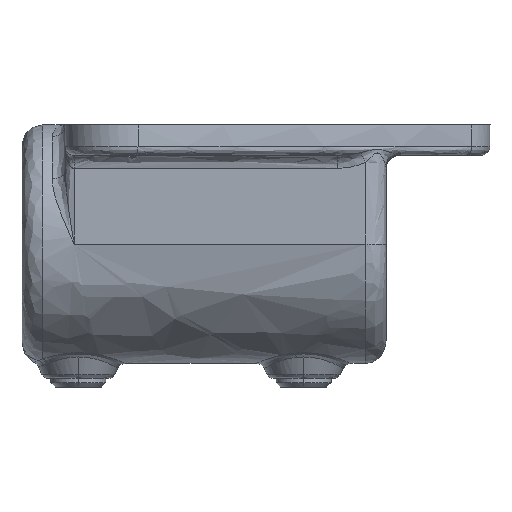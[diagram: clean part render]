
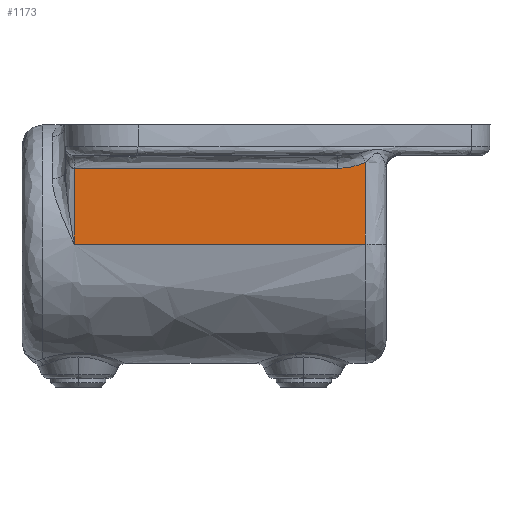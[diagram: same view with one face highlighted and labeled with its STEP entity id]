
A CAD part, left-side view. The second image highlights one B-rep face of the part: STEP entity #1173.
In plain terms, the highlighted free-form (B-spline) face has degree [1, 1] with [2, 2] control points.
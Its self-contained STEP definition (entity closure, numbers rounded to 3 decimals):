
#163 = CARTESIAN_POINT ( 'NONE',  ( -27.5, -35.453, 18.166 ) ) ;
#408 = ORIENTED_EDGE ( 'NONE', *, *, #5591, .T. ) ;
#1031 = CARTESIAN_POINT ( 'NONE',  ( -27.5, -32.534, 17.594 ) ) ;
#1073 = CARTESIAN_POINT ( 'NONE',  ( -27.5, -33.836, 17.774 ) ) ;
#1153 = CARTESIAN_POINT ( 'NONE',  ( -27.5, -32.745, 17.616 ) ) ;
#1173 = ADVANCED_FACE ( 'NONE', ( #6220 ), #2715, .T. ) ;
#1280 = ORIENTED_EDGE ( 'NONE', *, *, #1847, .T. ) ;
#1608 = EDGE_CURVE ( 'NONE', #7988, #6031, #9874, .T. ) ;
#1847 = EDGE_CURVE ( 'NONE', #8218, #8556, #6418, .T. ) ;
#1870 = CARTESIAN_POINT ( 'NONE',  ( -27.5, -34.171, 17.841 ) ) ;
#1987 = CARTESIAN_POINT ( 'NONE',  ( -27.5, -34.134, 17.833 ) ) ;
#2059 = CARTESIAN_POINT ( 'NONE',  ( -27.5, -37.25, 0. ) ) ;
#2070 = EDGE_CURVE ( 'NONE', #8556, #7988, #4109, .T. ) ;
#2605 = B_SPLINE_CURVE_WITH_KNOTS ( 'NONE', 1,
 ( #6650, #8318 ),
 .UNSPECIFIED., .F., .F.,
 ( 2, 2 ),
 ( -1., 0. ),
 .UNSPECIFIED. ) ;
#2715 = B_SPLINE_SURFACE_WITH_KNOTS ( 'NONE', 1, 1, ( 
 ( #6353, #9690 ),
 ( #5570, #4674 ) ),
 .UNSPECIFIED., .F., .F., .F.,
 ( 2, 2 ),
 ( 2, 2 ),
 ( 0., 1. ),
 ( 0., 1. ),
 .UNSPECIFIED. ) ;
#2834 = CARTESIAN_POINT ( 'NONE',  ( -27.5, 30., 0. ) ) ;
#3127 = CARTESIAN_POINT ( 'NONE',  ( -27.5, 30., 17.51 ) ) ;
#3690 = CARTESIAN_POINT ( 'NONE',  ( -27.5, 30., 17.51 ) ) ;
#4109 = B_SPLINE_CURVE_WITH_KNOTS ( 'NONE', 1,
 ( #2059, #6942 ),
 .UNSPECIFIED., .F., .F.,
 ( 2, 2 ),
 ( 0., 1. ),
 .UNSPECIFIED. ) ;
#4189 = CARTESIAN_POINT ( 'NONE',  ( -27.5, -37.25, 18.902 ) ) ;
#4405 = CARTESIAN_POINT ( 'NONE',  ( -27.5, -32.953, 17.64 ) ) ;
#4674 = CARTESIAN_POINT ( 'NONE',  ( -27.5, 30., 19.015 ) ) ;
#4955 = CARTESIAN_POINT ( 'NONE',  ( -27.5, -30.805, 17.51 ) ) ;
#5199 = CARTESIAN_POINT ( 'NONE',  ( -27.5, -30.805, 17.51 ) ) ;
#5570 = CARTESIAN_POINT ( 'NONE',  ( -27.5, -37.25, 19.015 ) ) ;
#5591 = EDGE_CURVE ( 'NONE', #8164, #8218, #6703, .T. ) ;
#5748 = ORIENTED_EDGE ( 'NONE', *, *, #1608, .T. ) ;
#5964 = CARTESIAN_POINT ( 'NONE',  ( -27.5, -35.723, 18.256 ) ) ;
#6031 = VERTEX_POINT ( 'NONE', #4955 ) ;
#6045 = CARTESIAN_POINT ( 'NONE',  ( -27.5, -35.062, 18.049 ) ) ;
#6122 = CARTESIAN_POINT ( 'NONE',  ( -27.5, -34.587, 17.932 ) ) ;
#6148 = ORIENTED_EDGE ( 'NONE', *, *, #7143, .F. ) ;
#6197 = CARTESIAN_POINT ( 'NONE',  ( -27.5, 30., 0. ) ) ;
#6209 = EDGE_LOOP ( 'NONE', ( #1280, #7460, #5748, #6148, #408 ) ) ;
#6220 = FACE_OUTER_BOUND ( 'NONE', #6209, .T. ) ;
#6353 = CARTESIAN_POINT ( 'NONE',  ( -27.5, -37.25, 0. ) ) ;
#6418 = B_SPLINE_CURVE_WITH_KNOTS ( 'NONE', 1,
 ( #2834, #10335 ),
 .UNSPECIFIED., .F., .F.,
 ( 2, 2 ),
 ( 0., 1. ),
 .UNSPECIFIED. ) ;
#6650 = CARTESIAN_POINT ( 'NONE',  ( -27.5, 30., 17.51 ) ) ;
#6703 = B_SPLINE_CURVE_WITH_KNOTS ( 'NONE', 1,
 ( #3690, #6197 ),
 .UNSPECIFIED., .F., .F.,
 ( 2, 2 ),
 ( 0., 1. ),
 .UNSPECIFIED. ) ;
#6829 = CARTESIAN_POINT ( 'NONE',  ( -27.5, -35.742, 18.263 ) ) ;
#6867 = CARTESIAN_POINT ( 'NONE',  ( -27.5, -34.345, 17.878 ) ) ;
#6942 = CARTESIAN_POINT ( 'NONE',  ( -27.5, -37.25, 18.902 ) ) ;
#6980 = CARTESIAN_POINT ( 'NONE',  ( -27.5, -31.919, 17.536 ) ) ;
#7143 = EDGE_CURVE ( 'NONE', #8164, #6031, #2605, .T. ) ;
#7460 = ORIENTED_EDGE ( 'NONE', *, *, #2070, .T. ) ;
#7520 = CARTESIAN_POINT ( 'NONE',  ( -27.5, 30., 0. ) ) ;
#7663 = CARTESIAN_POINT ( 'NONE',  ( -27.5, -35.777, 18.274 ) ) ;
#7816 = CARTESIAN_POINT ( 'NONE',  ( -27.5, -32.605, 17.601 ) ) ;
#7849 = CARTESIAN_POINT ( 'NONE',  ( -27.5, -37.25, 18.902 ) ) ;
#7988 = VERTEX_POINT ( 'NONE', #7849 ) ;
#8164 = VERTEX_POINT ( 'NONE', #3127 ) ;
#8218 = VERTEX_POINT ( 'NONE', #7520 ) ;
#8318 = CARTESIAN_POINT ( 'NONE',  ( -27.5, -30.805, 17.51 ) ) ;
#8556 = VERTEX_POINT ( 'NONE', #9693 ) ;
#9279 = CARTESIAN_POINT ( 'NONE',  ( -27.5, -31.366, 17.51 ) ) ;
#9351 = CARTESIAN_POINT ( 'NONE',  ( -27.5, -33.434, 17.704 ) ) ;
#9393 = CARTESIAN_POINT ( 'NONE',  ( -27.5, -35.949, 18.334 ) ) ;
#9690 = CARTESIAN_POINT ( 'NONE',  ( -27.5, 30., 0. ) ) ;
#9693 = CARTESIAN_POINT ( 'NONE',  ( -27.5, -37.25, 0. ) ) ;
#9874 = B_SPLINE_CURVE_WITH_KNOTS ( 'NONE', 3,
 ( #4189, #10014, #10047, #9909, #9393, #10198, #7663, #6829, #5964, #163, #6045, #6122, #6867, #10162, #1870, #1987, #1073, #9351, #4405, #1153, #7816, #1031, #6980, #9279, #5199 ),
 .UNSPECIFIED., .F., .F.,
 ( 4, 1, 1, 1, 1, 2, 2, 1, 1, 1, 2, 2, 1, 1, 2, 2, 4 ),
 ( 0., 0.125, 0.188, 0.219, 0.234, 0.242, 0.25, 0.375, 0.438, 0.469, 0.484, 0.5, 0.625, 0.688, 0.719, 0.75, 1. ),
 .UNSPECIFIED. ) ;
#9909 = CARTESIAN_POINT ( 'NONE',  ( -27.5, -36.186, 18.421 ) ) ;
#10014 = CARTESIAN_POINT ( 'NONE',  ( -27.5, -37.015, 18.778 ) ) ;
#10047 = CARTESIAN_POINT ( 'NONE',  ( -27.5, -36.646, 18.604 ) ) ;
#10162 = CARTESIAN_POINT ( 'NONE',  ( -27.5, -34.241, 17.856 ) ) ;
#10198 = CARTESIAN_POINT ( 'NONE',  ( -27.5, -35.829, 18.292 ) ) ;
#10335 = CARTESIAN_POINT ( 'NONE',  ( -27.5, -37.25, 0. ) ) ;
